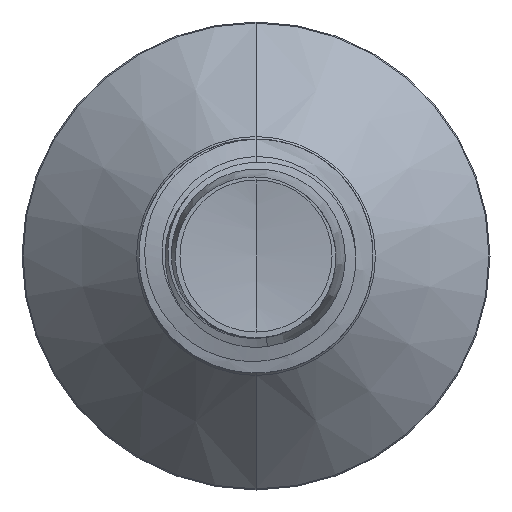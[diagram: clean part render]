
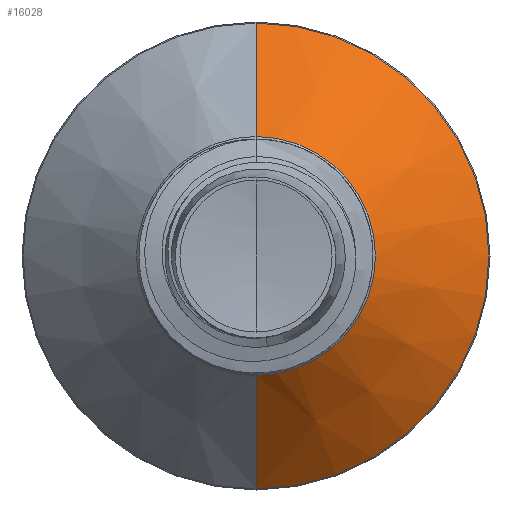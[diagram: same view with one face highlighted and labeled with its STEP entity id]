
A CAD part, front view. The second image highlights one B-rep face of the part: STEP entity #16028.
In plain terms, the highlighted conical face has half-angle 45 degrees and reference radius 2.042 mm.
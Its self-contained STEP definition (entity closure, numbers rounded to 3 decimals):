
#52 = CARTESIAN_POINT ( 'NONE',  ( 0., 21.782, 0. ) ) ;
#758 = DIRECTION ( 'NONE',  ( 0., 1., 0. ) ) ;
#859 = CIRCLE ( 'NONE', #26017, 2.042 ) ;
#3065 = DIRECTION ( 'NONE',  ( 0., 0., 1. ) ) ;
#3767 = DIRECTION ( 'NONE',  ( 0., 0., 1. ) ) ;
#5087 = ORIENTED_EDGE ( 'NONE', *, *, #13599, .F. ) ;
#5202 = CARTESIAN_POINT ( 'NONE',  ( 0., 19.842, 2.042 ) ) ;
#5647 = LINE ( 'NONE', #36409, #28596 ) ;
#6291 = LINE ( 'NONE', #20419, #37161 ) ;
#6315 = VERTEX_POINT ( 'NONE', #11626 ) ;
#7394 = CARTESIAN_POINT ( 'NONE',  ( 0., 19.842, -2.042 ) ) ;
#8288 = EDGE_CURVE ( 'NONE', #30278, #24841, #6291, .T. ) ;
#9721 = DIRECTION ( 'NONE',  ( 0., 1., 0. ) ) ;
#11626 = CARTESIAN_POINT ( 'NONE',  ( 0., 21.782, -3.982 ) ) ;
#13072 = ORIENTED_EDGE ( 'NONE', *, *, #8288, .F. ) ;
#13324 = EDGE_LOOP ( 'NONE', ( #20108, #28080, #5087, #13072 ) ) ;
#13599 = EDGE_CURVE ( 'NONE', #24841, #6315, #13709, .T. ) ;
#13709 = CIRCLE ( 'NONE', #19436, 3.982 ) ;
#16028 = ADVANCED_FACE ( 'NONE', ( #26357 ), #17449, .T. ) ;
#17449 = CONICAL_SURFACE ( 'NONE', #28449, 2.042, 0.785 ) ;
#19436 = AXIS2_PLACEMENT_3D ( 'NONE', #52, #21039, #3065 ) ;
#20108 = ORIENTED_EDGE ( 'NONE', *, *, #37905, .T. ) ;
#20419 = CARTESIAN_POINT ( 'NONE',  ( 0., 19.842, 2.042 ) ) ;
#21039 = DIRECTION ( 'NONE',  ( 0., 1., 0. ) ) ;
#21481 = CARTESIAN_POINT ( 'NONE',  ( 0., 19.842, 0. ) ) ;
#24702 = EDGE_CURVE ( 'NONE', #32790, #6315, #5647, .T. ) ;
#24841 = VERTEX_POINT ( 'NONE', #33526 ) ;
#26017 = AXIS2_PLACEMENT_3D ( 'NONE', #27676, #9721, #30659 ) ;
#26357 = FACE_OUTER_BOUND ( 'NONE', #13324, .T. ) ;
#27676 = CARTESIAN_POINT ( 'NONE',  ( 0., 19.842, 0. ) ) ;
#28080 = ORIENTED_EDGE ( 'NONE', *, *, #24702, .T. ) ;
#28449 = AXIS2_PLACEMENT_3D ( 'NONE', #21481, #758, #3767 ) ;
#28596 = VECTOR ( 'NONE', #36286, 1000. ) ;
#30278 = VERTEX_POINT ( 'NONE', #5202 ) ;
#30659 = DIRECTION ( 'NONE',  ( 0., 0., 1. ) ) ;
#32790 = VERTEX_POINT ( 'NONE', #7394 ) ;
#33526 = CARTESIAN_POINT ( 'NONE',  ( 0., 21.782, 3.982 ) ) ;
#36286 = DIRECTION ( 'NONE',  ( 0., 0.707, -0.707 ) ) ;
#36409 = CARTESIAN_POINT ( 'NONE',  ( 0., 19.842, -2.042 ) ) ;
#37161 = VECTOR ( 'NONE', #38308, 1000. ) ;
#37905 = EDGE_CURVE ( 'NONE', #30278, #32790, #859, .T. ) ;
#38308 = DIRECTION ( 'NONE',  ( 0., 0.707, 0.707 ) ) ;
